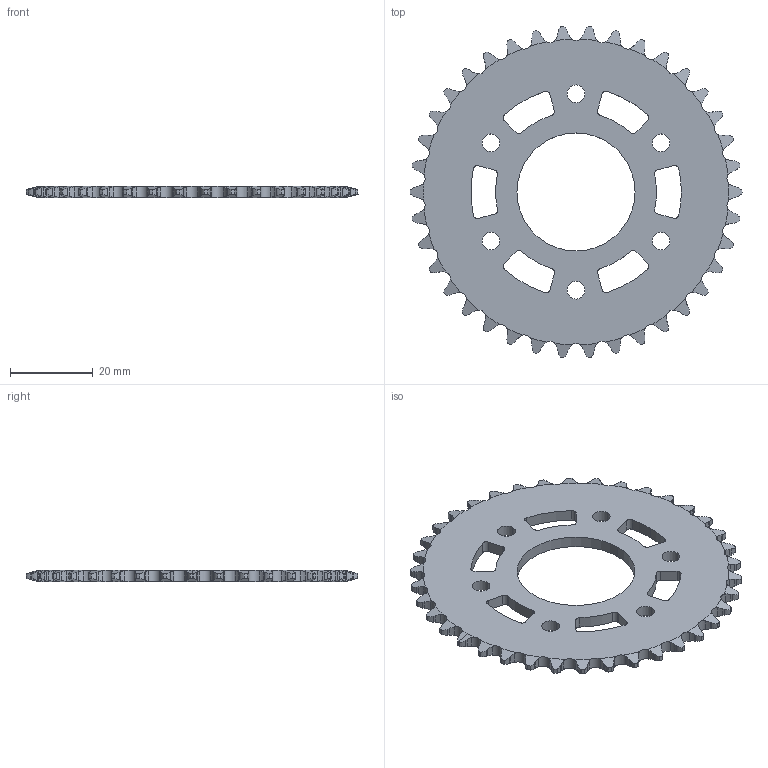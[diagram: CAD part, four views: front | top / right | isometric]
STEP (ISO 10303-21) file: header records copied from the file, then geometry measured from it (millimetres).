
FILE_DESCRIPTION (( 'STEP AP203' ), '1' );
FILE_NAME ('217-2638.20121204.STEP', '2012-12-04T23:52:05', ( 'svradm' ), ( 'Microsoft' ), 'SwSTEP 2.0', 'SolidWorks 2012', '' );
FILE_SCHEMA (( 'CONFIG_CONTROL_DESIGN' ));
Length unit declared in the file: inch
Products named in the file (1): 217-2638.20121204
Bounding box: 80.47 x 80.25 x 2.79 mm (x, y, z)
Volume: 9423.2 mm3; surface area: 8774.9 mm2
Topology: 1 solids, 1 shells, 475 faces, 1418 edges, 945 vertices
Faces by surface type: cylinder 307, plane 90, cone 78
Entity records: 17044 total; most frequent: CARTESIAN_POINT 5027, ORIENTED_EDGE 2836, DIRECTION 2103, EDGE_CURVE 1418, VERTEX_POINT 945, AXIS2_PLACEMENT_3D 841, B_SPLINE_CURVE_WITH_KNOTS 632, EDGE_LOOP 501
